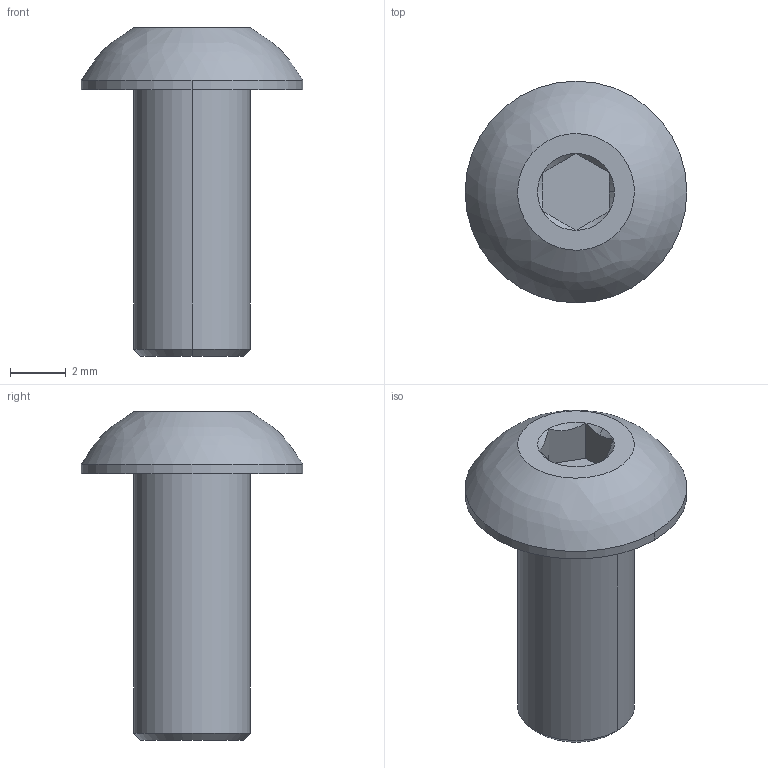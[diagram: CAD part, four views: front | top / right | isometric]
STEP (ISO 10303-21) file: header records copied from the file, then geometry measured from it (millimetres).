
FILE_DESCRIPTION (( 'STEP AP203' ), '1' );
FILE_NAME ('162994.step', '2023-01-11T15:40:31', ( '' ), ( '' ), 'SwSTEP 2.0', 'SolidWorks 2021', '' );
FILE_SCHEMA (( 'CONFIG_CONTROL_DESIGN' ));
Length unit declared in the file: inch
Products named in the file (1): 162994
Bounding box: 7.92 x 7.92 x 11.73 mm (x, y, z)
Volume: 200.7 mm3; surface area: 259.8 mm2
Topology: 1 solids, 2 shells, 28 faces, 51 edges, 30 vertices
Faces by surface type: plane 12, cone 9, cylinder 4, bspline 3
Entity records: 1684 total; most frequent: CARTESIAN_POINT 1078, DIRECTION 108, ORIENTED_EDGE 102, EDGE_CURVE 51, AXIS2_PLACEMENT_3D 43, EDGE_LOOP 31, VERTEX_POINT 30, FACE_OUTER_BOUND 28
